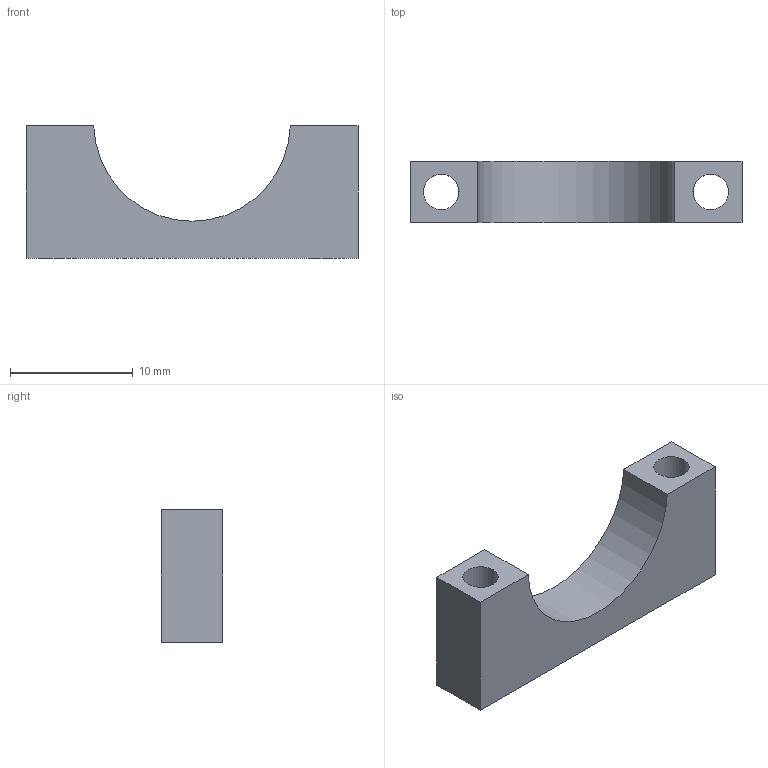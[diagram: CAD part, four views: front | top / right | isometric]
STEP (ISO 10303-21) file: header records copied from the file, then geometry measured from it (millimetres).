
FILE_DESCRIPTION(/* description */ (''),/* implementation_level */ '2;1');
FILE_NAME(/* name */ '20021-006_arm-clamp.step',/* time_stamp */ '2020-02-13T15:31:43-07:00',/* author */ (''),/* organization */ (''),/* preprocessor_version */ 'ST-DEVELOPER v18',/* originating_system */ 'Autodesk Translation Framework v8.12.0.6',/* authorisation */ '');
FILE_SCHEMA (('AUTOMOTIVE_DESIGN { 1 0 10303 214 3 1 1 }'));
Length unit declared in the file: millimetre
Products named in the file (1): 20021-006_arm-clamp
Bounding box: 27.02 x 5 x 10.76 mm (x, y, z)
Volume: 828.1 mm3; surface area: 978.8 mm2
Topology: 1 solids, 1 shells, 10 faces, 26 edges, 18 vertices
Faces by surface type: plane 7, cylinder 3
Full cylindrical faces by diameter (mm): 2.9 x2
Entity records: 355 total; most frequent: DIRECTION 56, CARTESIAN_POINT 55, ORIENTED_EDGE 52, EDGE_CURVE 26, AXIS2_PLACEMENT_3D 19, LINE 18, VECTOR 18, VERTEX_POINT 18
